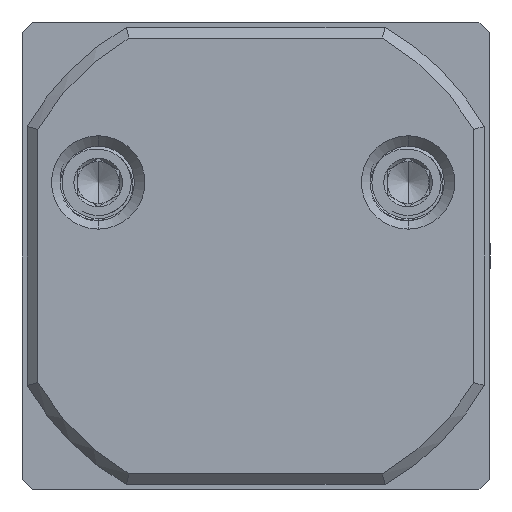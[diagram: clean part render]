
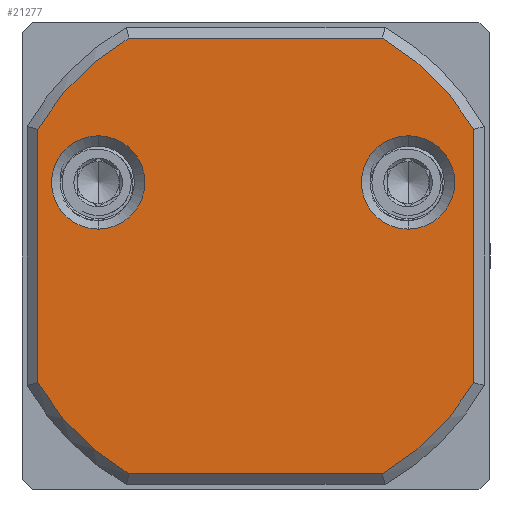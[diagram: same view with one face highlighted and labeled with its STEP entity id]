
A CAD part, left-side view. The second image highlights one B-rep face of the part: STEP entity #21277.
In plain terms, the highlighted planar face has unit normal (-1, 0, 0).
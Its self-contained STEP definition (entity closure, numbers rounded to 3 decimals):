
#84 = AXIS2_PLACEMENT_3D ( 'NONE', #7798, #11359, #18266 ) ;
#183 = CARTESIAN_POINT ( 'NONE',  ( -5., -34.576, 1.5 ) ) ;
#324 = PLANE ( 'NONE',  #994 ) ;
#352 = DIRECTION ( 'NONE',  ( -1., 0., 0. ) ) ;
#563 = CARTESIAN_POINT ( 'NONE',  ( -5., -10.19, 43. ) ) ;
#637 = ORIENTED_EDGE ( 'NONE', *, *, #2168, .T. ) ;
#692 = DIRECTION ( 'NONE',  ( 0., 0., 1. ) ) ;
#725 = AXIS2_PLACEMENT_3D ( 'NONE', #3874, #352, #15778 ) ;
#892 = FACE_BOUND ( 'NONE', #16966, .T. ) ;
#994 = AXIS2_PLACEMENT_3D ( 'NONE', #14164, #9016, #14077 ) ;
#1042 = DIRECTION ( 'NONE',  ( -1., 0., 0. ) ) ;
#1297 = LINE ( 'NONE', #22326, #6195 ) ;
#1344 = LINE ( 'NONE', #22477, #19233 ) ;
#1680 = DIRECTION ( 'NONE',  ( 0., -1., 0. ) ) ;
#1886 = EDGE_CURVE ( 'NONE', #11358, #7243, #18978, .T. ) ;
#2168 = EDGE_CURVE ( 'NONE', #12562, #8470, #1344, .T. ) ;
#2239 = VERTEX_POINT ( 'NONE', #19351 ) ;
#2300 = DIRECTION ( 'NONE',  ( 0., 0., 1. ) ) ;
#2305 = DIRECTION ( 'NONE',  ( 0., 0., 1. ) ) ;
#2456 = CIRCLE ( 'NONE', #725, 24. ) ;
#2767 = VERTEX_POINT ( 'NONE', #19174 ) ;
#3146 = EDGE_CURVE ( 'NONE', #15721, #21818, #1297, .T. ) ;
#3203 = ORIENTED_EDGE ( 'NONE', *, *, #12908, .T. ) ;
#3356 = DIRECTION ( 'NONE',  ( 0., 1., 0. ) ) ;
#3874 = CARTESIAN_POINT ( 'NONE',  ( -5., -22.25, 22.25 ) ) ;
#3877 = CARTESIAN_POINT ( 'NONE',  ( -5., -7.75, 15.25 ) ) ;
#3888 = DIRECTION ( 'NONE',  ( -1., 0., 0. ) ) ;
#4124 = CIRCLE ( 'NONE', #84, 24. ) ;
#4131 = CARTESIAN_POINT ( 'NONE',  ( -5., -43., 34.31 ) ) ;
#4731 = DIRECTION ( 'NONE',  ( 0., 0., 1. ) ) ;
#5039 = CIRCLE ( 'NONE', #7610, 4.442 ) ;
#5191 = EDGE_LOOP ( 'NONE', ( #20706, #3203, #11538, #7109, #637, #12853, #21396, #9688 ) ) ;
#5358 = VERTEX_POINT ( 'NONE', #13967 ) ;
#5683 = LINE ( 'NONE', #21409, #15170 ) ;
#6195 = VECTOR ( 'NONE', #17155, 1000. ) ;
#6631 = CIRCLE ( 'NONE', #13979, 4.442 ) ;
#6663 = CARTESIAN_POINT ( 'NONE',  ( -5., -34.31, 1.5 ) ) ;
#7109 = ORIENTED_EDGE ( 'NONE', *, *, #22291, .T. ) ;
#7243 = VERTEX_POINT ( 'NONE', #14165 ) ;
#7476 = EDGE_CURVE ( 'NONE', #8470, #17234, #4124, .T. ) ;
#7610 = AXIS2_PLACEMENT_3D ( 'NONE', #10340, #22478, #22336 ) ;
#7656 = VERTEX_POINT ( 'NONE', #6663 ) ;
#7693 = ORIENTED_EDGE ( 'NONE', *, *, #14601, .F. ) ;
#7798 = CARTESIAN_POINT ( 'NONE',  ( -5., -22.25, 22.25 ) ) ;
#7924 = CIRCLE ( 'NONE', #13199, 4.442 ) ;
#8170 = CARTESIAN_POINT ( 'NONE',  ( -5., -43., 10.19 ) ) ;
#8470 = VERTEX_POINT ( 'NONE', #563 ) ;
#9016 = DIRECTION ( 'NONE',  ( -1., 0., 0. ) ) ;
#9139 = CARTESIAN_POINT ( 'NONE',  ( -5., -37.25, 19.692 ) ) ;
#9688 = ORIENTED_EDGE ( 'NONE', *, *, #1886, .T. ) ;
#10104 = ORIENTED_EDGE ( 'NONE', *, *, #17984, .F. ) ;
#10220 = AXIS2_PLACEMENT_3D ( 'NONE', #22107, #18909, #4731 ) ;
#10340 = CARTESIAN_POINT ( 'NONE',  ( -5., -37.25, 15.25 ) ) ;
#10560 = EDGE_CURVE ( 'NONE', #17234, #11358, #5683, .T. ) ;
#10993 = EDGE_LOOP ( 'NONE', ( #21219, #7693 ) ) ;
#11358 = VERTEX_POINT ( 'NONE', #11636 ) ;
#11359 = DIRECTION ( 'NONE',  ( -1., 0., 0. ) ) ;
#11538 = ORIENTED_EDGE ( 'NONE', *, *, #3146, .T. ) ;
#11636 = CARTESIAN_POINT ( 'NONE',  ( -5., -1.5, 10.19 ) ) ;
#12008 = ORIENTED_EDGE ( 'NONE', *, *, #19996, .F. ) ;
#12260 = CARTESIAN_POINT ( 'NONE',  ( -5., -34.31, 43. ) ) ;
#12489 = AXIS2_PLACEMENT_3D ( 'NONE', #21817, #1042, #18387 ) ;
#12562 = VERTEX_POINT ( 'NONE', #12260 ) ;
#12708 = VERTEX_POINT ( 'NONE', #9139 ) ;
#12853 = ORIENTED_EDGE ( 'NONE', *, *, #7476, .T. ) ;
#12908 = EDGE_CURVE ( 'NONE', #7656, #15721, #17528, .T. ) ;
#13199 = AXIS2_PLACEMENT_3D ( 'NONE', #16283, #17801, #692 ) ;
#13967 = CARTESIAN_POINT ( 'NONE',  ( -5., -7.75, 19.692 ) ) ;
#13979 = AXIS2_PLACEMENT_3D ( 'NONE', #3877, #19673, #2300 ) ;
#14077 = DIRECTION ( 'NONE',  ( 0., 0., 1. ) ) ;
#14164 = CARTESIAN_POINT ( 'NONE',  ( -5., -22.25, 22.25 ) ) ;
#14165 = CARTESIAN_POINT ( 'NONE',  ( -5., -10.19, 1.5 ) ) ;
#14601 = EDGE_CURVE ( 'NONE', #2767, #12708, #5039, .T. ) ;
#15170 = VECTOR ( 'NONE', #18143, 1000. ) ;
#15387 = EDGE_CURVE ( 'NONE', #7243, #7656, #21028, .T. ) ;
#15721 = VERTEX_POINT ( 'NONE', #8170 ) ;
#15778 = DIRECTION ( 'NONE',  ( 0., 0., 1. ) ) ;
#16283 = CARTESIAN_POINT ( 'NONE',  ( -5., -37.25, 15.25 ) ) ;
#16966 = EDGE_LOOP ( 'NONE', ( #12008, #10104 ) ) ;
#17155 = DIRECTION ( 'NONE',  ( 0., 0., 1. ) ) ;
#17234 = VERTEX_POINT ( 'NONE', #19318 ) ;
#17528 = CIRCLE ( 'NONE', #10220, 24. ) ;
#17789 = CIRCLE ( 'NONE', #12489, 4.442 ) ;
#17801 = DIRECTION ( 'NONE',  ( -1., 0., 0. ) ) ;
#17943 = FACE_BOUND ( 'NONE', #10993, .T. ) ;
#17984 = EDGE_CURVE ( 'NONE', #2239, #5358, #17789, .T. ) ;
#18143 = DIRECTION ( 'NONE',  ( 0., 0., -1. ) ) ;
#18266 = DIRECTION ( 'NONE',  ( 0., 0., 1. ) ) ;
#18316 = VECTOR ( 'NONE', #1680, 1000. ) ;
#18387 = DIRECTION ( 'NONE',  ( 0., 0., 1. ) ) ;
#18909 = DIRECTION ( 'NONE',  ( -1., 0., 0. ) ) ;
#18978 = CIRCLE ( 'NONE', #19890, 24. ) ;
#19174 = CARTESIAN_POINT ( 'NONE',  ( -5., -37.25, 10.808 ) ) ;
#19233 = VECTOR ( 'NONE', #3356, 1000. ) ;
#19318 = CARTESIAN_POINT ( 'NONE',  ( -5., -1.5, 34.31 ) ) ;
#19351 = CARTESIAN_POINT ( 'NONE',  ( -5., -7.75, 10.808 ) ) ;
#19673 = DIRECTION ( 'NONE',  ( -1., 0., 0. ) ) ;
#19890 = AXIS2_PLACEMENT_3D ( 'NONE', #21340, #3888, #2305 ) ;
#19996 = EDGE_CURVE ( 'NONE', #5358, #2239, #6631, .T. ) ;
#20706 = ORIENTED_EDGE ( 'NONE', *, *, #15387, .T. ) ;
#21028 = LINE ( 'NONE', #183, #18316 ) ;
#21219 = ORIENTED_EDGE ( 'NONE', *, *, #21360, .F. ) ;
#21277 = ADVANCED_FACE ( 'NONE', ( #22317, #892, #17943 ), #324, .T. ) ;
#21340 = CARTESIAN_POINT ( 'NONE',  ( -5., -22.25, 22.25 ) ) ;
#21360 = EDGE_CURVE ( 'NONE', #12708, #2767, #7924, .T. ) ;
#21396 = ORIENTED_EDGE ( 'NONE', *, *, #10560, .T. ) ;
#21409 = CARTESIAN_POINT ( 'NONE',  ( -5., -1.5, 9.924 ) ) ;
#21817 = CARTESIAN_POINT ( 'NONE',  ( -5., -7.75, 15.25 ) ) ;
#21818 = VERTEX_POINT ( 'NONE', #4131 ) ;
#22107 = CARTESIAN_POINT ( 'NONE',  ( -5., -22.25, 22.25 ) ) ;
#22291 = EDGE_CURVE ( 'NONE', #21818, #12562, #2456, .T. ) ;
#22317 = FACE_OUTER_BOUND ( 'NONE', #5191, .T. ) ;
#22326 = CARTESIAN_POINT ( 'NONE',  ( -5., -43., 34.576 ) ) ;
#22336 = DIRECTION ( 'NONE',  ( 0., 0., 1. ) ) ;
#22477 = CARTESIAN_POINT ( 'NONE',  ( -5., -9.924, 43. ) ) ;
#22478 = DIRECTION ( 'NONE',  ( -1., 0., 0. ) ) ;
